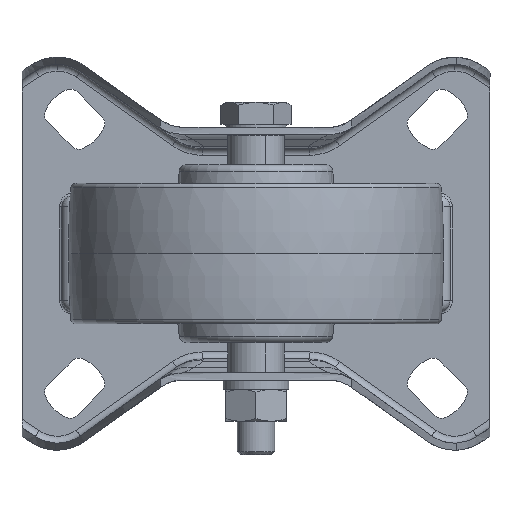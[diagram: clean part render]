
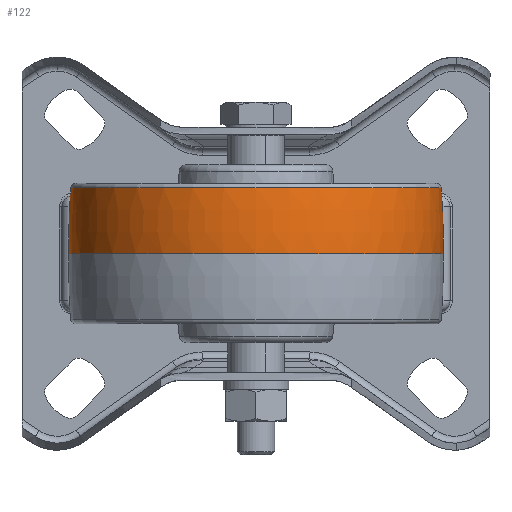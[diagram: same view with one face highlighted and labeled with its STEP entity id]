
A CAD part, front view. The second image highlights one B-rep face of the part: STEP entity #122.
In plain terms, the highlighted toroidal (fillet/blend) face has major radius 109.979 mm and minor radius 150 mm.
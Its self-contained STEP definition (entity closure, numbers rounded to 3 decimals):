
#122 = ADVANCED_FACE ( 'NONE', ( #1861 ), #7451, .T. ) ;
#373 = ORIENTED_EDGE ( 'NONE', *, *, #12908, .F. ) ;
#460 = VERTEX_POINT ( 'NONE', #8159 ) ;
#530 = EDGE_CURVE ( 'NONE', #460, #15268, #5558, .T. ) ;
#950 = DIRECTION ( 'NONE',  ( -1., 0., 0. ) ) ;
#1384 = EDGE_CURVE ( 'NONE', #1466, #15268, #6772, .T. ) ;
#1452 = CARTESIAN_POINT ( 'NONE',  ( 111.928, -42.604, 106.509 ) ) ;
#1466 = VERTEX_POINT ( 'NONE', #9418 ) ;
#1861 = FACE_OUTER_BOUND ( 'NONE', #12344, .T. ) ;
#3116 = CIRCLE ( 'NONE', #5806, 39.574 ) ;
#3704 = ORIENTED_EDGE ( 'NONE', *, *, #530, .T. ) ;
#3961 = CARTESIAN_POINT ( 'NONE',  ( 1.949, -42.604, 104. ) ) ;
#5265 = AXIS2_PLACEMENT_3D ( 'NONE', #15328, #16832, #7160 ) ;
#5490 = AXIS2_PLACEMENT_3D ( 'NONE', #8883, #16981, #14409 ) ;
#5558 = CIRCLE ( 'NONE', #11304, 150. ) ;
#5806 = AXIS2_PLACEMENT_3D ( 'NONE', #6536, #13389, #950 ) ;
#6536 = CARTESIAN_POINT ( 'NONE',  ( 1.949, -42.604, 118.077 ) ) ;
#6772 = CIRCLE ( 'NONE', #8732, 40. ) ;
#7160 = DIRECTION ( 'NONE',  ( -1., 0., 0. ) ) ;
#7451 = TOROIDAL_SURFACE ( 'NONE', #5490, -109.979, 150. ) ;
#8023 = VERTEX_POINT ( 'NONE', #15361 ) ;
#8159 = CARTESIAN_POINT ( 'NONE',  ( -37.626, -42.604, 118.077 ) ) ;
#8732 = AXIS2_PLACEMENT_3D ( 'NONE', #3961, #13489, #14769 ) ;
#8857 = ORIENTED_EDGE ( 'NONE', *, *, #17362, .T. ) ;
#8883 = CARTESIAN_POINT ( 'NONE',  ( 1.949, -42.604, 106.509 ) ) ;
#8936 = CARTESIAN_POINT ( 'NONE',  ( -38.051, -42.604, 104. ) ) ;
#9418 = CARTESIAN_POINT ( 'NONE',  ( 41.949, -42.604, 104. ) ) ;
#9631 = DIRECTION ( 'NONE',  ( 0., -1., 0. ) ) ;
#11028 = DIRECTION ( 'NONE',  ( 0., 0., -1. ) ) ;
#11304 = AXIS2_PLACEMENT_3D ( 'NONE', #1452, #9631, #11028 ) ;
#12344 = EDGE_LOOP ( 'NONE', ( #373, #8857, #3704, #15685 ) ) ;
#12908 = EDGE_CURVE ( 'NONE', #8023, #1466, #14624, .T. ) ;
#13389 = DIRECTION ( 'NONE',  ( 0., 0., -1. ) ) ;
#13489 = DIRECTION ( 'NONE',  ( 0., 0., -1. ) ) ;
#14409 = DIRECTION ( 'NONE',  ( -1., 0., 0. ) ) ;
#14624 = CIRCLE ( 'NONE', #5265, 150. ) ;
#14769 = DIRECTION ( 'NONE',  ( -1., 0., 0. ) ) ;
#15268 = VERTEX_POINT ( 'NONE', #8936 ) ;
#15328 = CARTESIAN_POINT ( 'NONE',  ( -108.03, -42.604, 106.509 ) ) ;
#15361 = CARTESIAN_POINT ( 'NONE',  ( 41.523, -42.604, 118.077 ) ) ;
#15685 = ORIENTED_EDGE ( 'NONE', *, *, #1384, .F. ) ;
#16832 = DIRECTION ( 'NONE',  ( 0., 1., 0. ) ) ;
#16981 = DIRECTION ( 'NONE',  ( 0., 0., -1. ) ) ;
#17362 = EDGE_CURVE ( 'NONE', #8023, #460, #3116, .T. ) ;
